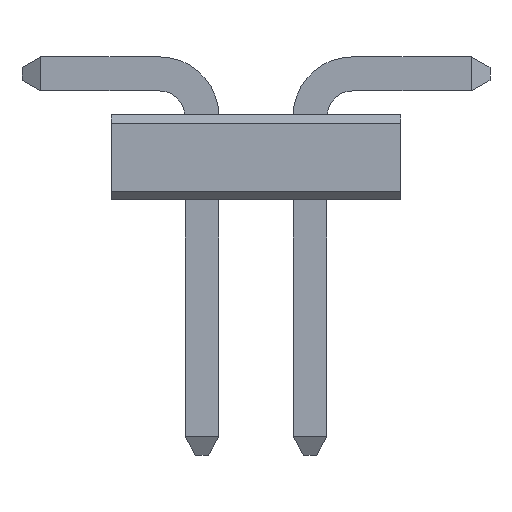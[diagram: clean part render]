
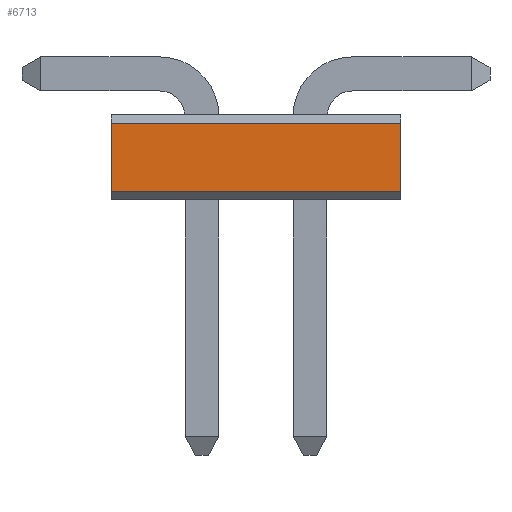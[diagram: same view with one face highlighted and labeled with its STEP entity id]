
A CAD part, front view. The second image highlights one B-rep face of the part: STEP entity #6713.
In plain terms, the highlighted planar face has unit normal (0, -1, 0).
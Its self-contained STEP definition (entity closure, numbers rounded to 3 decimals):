
#6713=ADVANCED_FACE('',(#17790),#17791,.T.);
#7087=EDGE_CURVE('',#18322,#18325,#18326,.T.);
#7231=EDGE_CURVE('',#18513,#18510,#18514,.T.);
#9687=EDGE_CURVE('',#18325,#18510,#21653,.T.);
#9689=EDGE_CURVE('',#18513,#18322,#21655,.T.);
#17790=FACE_OUTER_BOUND('',#32066,.T.);
#17791=PLANE('',#32067);
#18322=VERTEX_POINT('',#32961);
#18325=VERTEX_POINT('',#32966);
#18326=LINE('',#32967,#32968);
#18510=VERTEX_POINT('',#33293);
#18513=VERTEX_POINT('',#33298);
#18514=LINE('',#33299,#33300);
#21653=LINE('',#38894,#38895);
#21655=LINE('',#38898,#38899);
#32066=EDGE_LOOP('',(#56539,#56540,#56541,#56542));
#32067=AXIS2_PLACEMENT_3D('',#56543,#56544,#56545);
#32961=CARTESIAN_POINT('',(-1.7,-24.765,0.1));
#32966=CARTESIAN_POINT('',(-1.7,-24.765,0.9));
#32967=CARTESIAN_POINT('',(-1.7,-24.765,0.1));
#32968=VECTOR('',#56760,0.8);
#33293=CARTESIAN_POINT('',(1.7,-24.765,0.9));
#33298=CARTESIAN_POINT('',(1.7,-24.765,0.1));
#33299=CARTESIAN_POINT('',(1.7,-24.765,0.1));
#33300=VECTOR('',#56832,0.8);
#38894=CARTESIAN_POINT('',(-1.7,-24.765,0.9));
#38895=VECTOR('',#58060,3.4);
#38898=CARTESIAN_POINT('',(1.7,-24.765,0.1));
#38899=VECTOR('',#58061,3.4);
#56539=ORIENTED_EDGE('',*,*,#7231,.T.);
#56540=ORIENTED_EDGE('',*,*,#9687,.F.);
#56541=ORIENTED_EDGE('',*,*,#7087,.F.);
#56542=ORIENTED_EDGE('',*,*,#9689,.F.);
#56543=CARTESIAN_POINT('',(-1.7,-24.765,0.0));
#56544=DIRECTION('',(0.0,-1.0,0.0));
#56545=DIRECTION('',(0.0,0.0,-1.0));
#56760=DIRECTION('',(0.0,0.0,1.0));
#56832=DIRECTION('',(0.0,0.0,1.0));
#58060=DIRECTION('',(1.0,0.0,0.0));
#58061=DIRECTION('',(-1.0,0.0,0.0));
